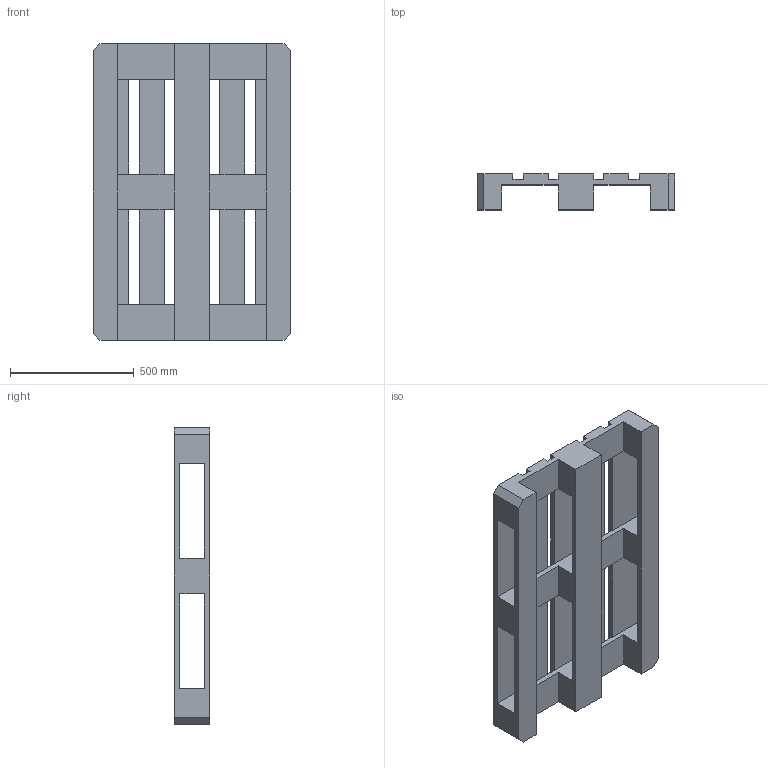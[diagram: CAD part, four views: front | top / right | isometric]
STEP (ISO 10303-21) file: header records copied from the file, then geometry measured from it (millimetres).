
FILE_DESCRIPTION(('STEP AP214'),'1');
FILE_NAME('pallet_1200x800.stp','2017-04-12T14:12:31',('TraceParts'),('TraceParts S.A.'),'Spatial InterOp 3D',' ',' ');
FILE_SCHEMA(('automotive_design'));
Length unit declared in the file: millimetre
Products named in the file (1): pallet_1200x800
Bounding box: 800 x 144 x 1200 mm (x, y, z)
Volume: 45493833 mm3; surface area: 3143226.4 mm2
Topology: 1 solids, 1 shells, 66 faces, 264 edges, 176 vertices
Faces by surface type: plane 66
Entity records: 3288 total; most frequent: ORIENTED_EDGE 528, CARTESIAN_POINT 507, DIRECTION 398, EDGE_CURVE 264, LINE 264, VECTOR 264, VERTEX_POINT 176, EDGE_LOOP 70
